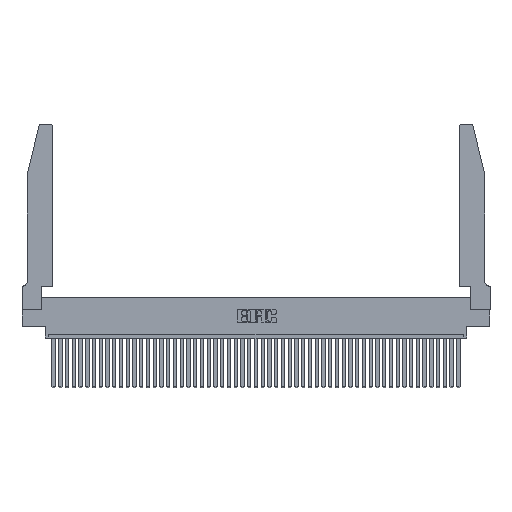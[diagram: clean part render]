
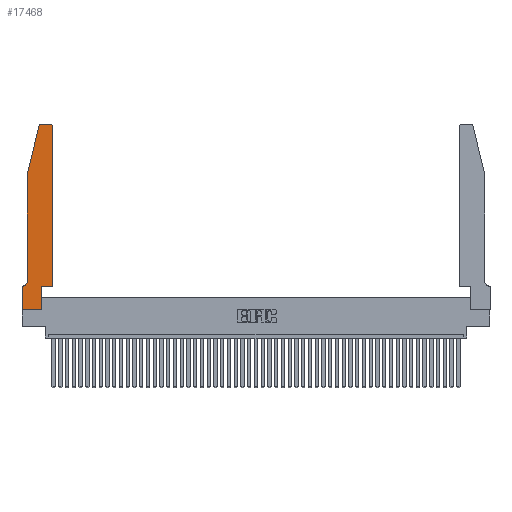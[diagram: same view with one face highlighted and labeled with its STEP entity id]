
A CAD part, top view. The second image highlights one B-rep face of the part: STEP entity #17468.
In plain terms, the highlighted planar face has unit normal (0, 0, 1).
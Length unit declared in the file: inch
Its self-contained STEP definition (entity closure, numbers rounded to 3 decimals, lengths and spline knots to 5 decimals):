
#324 = VERTEX_POINT ( 'NONE', #45380 ) ;
#419 = VECTOR ( 'NONE', #30452, 39.37008 ) ;
#524 = EDGE_CURVE ( 'NONE', #40465, #324, #47417, .T. ) ;
#1206 = EDGE_CURVE ( 'NONE', #29807, #45990, #39273, .T. ) ;
#1339 = EDGE_LOOP ( 'NONE', ( #25260, #9188, #5262, #36190, #21832, #22391, #34922, #13968, #23496, #9795, #26842, #30426 ) ) ;
#1597 = VERTEX_POINT ( 'NONE', #40969 ) ;
#1659 = DIRECTION ( 'NONE',  ( -1., 0., 0. ) ) ;
#1776 = VERTEX_POINT ( 'NONE', #16138 ) ;
#3774 = LINE ( 'NONE', #10802, #22417 ) ;
#5262 = ORIENTED_EDGE ( 'NONE', *, *, #20052, .T. ) ;
#6551 = DIRECTION ( 'NONE',  ( 0., 0., 1. ) ) ;
#6605 = VECTOR ( 'NONE', #28052, 39.37008 ) ;
#7015 = VERTEX_POINT ( 'NONE', #22826 ) ;
#7143 = LINE ( 'NONE', #12251, #46618 ) ;
#7424 = CARTESIAN_POINT ( 'NONE',  ( 0.0755, 2., 0.37 ) ) ;
#7602 = CARTESIAN_POINT ( 'NONE',  ( 0.0755, 0.35, 0.37 ) ) ;
#7965 = VECTOR ( 'NONE', #14841, 39.37008 ) ;
#8440 = EDGE_CURVE ( 'NONE', #46771, #1597, #10359, .T. ) ;
#8805 = DIRECTION ( 'NONE',  ( 0., 0., -1. ) ) ;
#8866 = DIRECTION ( 'NONE',  ( 1., 0., 0. ) ) ;
#9188 = ORIENTED_EDGE ( 'NONE', *, *, #47634, .T. ) ;
#9795 = ORIENTED_EDGE ( 'NONE', *, *, #524, .T. ) ;
#9947 = VERTEX_POINT ( 'NONE', #19108 ) ;
#10359 = LINE ( 'NONE', #16209, #419 ) ;
#10802 = CARTESIAN_POINT ( 'NONE',  ( 0.0755, 2., 0.37 ) ) ;
#11256 = CARTESIAN_POINT ( 'NONE',  ( 0.0755, 2., 0.37 ) ) ;
#11487 = EDGE_CURVE ( 'NONE', #324, #26097, #7143, .T. ) ;
#11618 = CARTESIAN_POINT ( 'NONE',  ( 0.284, 2.75, 0.37 ) ) ;
#12251 = CARTESIAN_POINT ( 'NONE',  ( 0.4505, 0.35, 0.37 ) ) ;
#12462 = CARTESIAN_POINT ( 'NONE',  ( 0., 0.35, 0.37 ) ) ;
#12971 = PLANE ( 'NONE',  #32711 ) ;
#13463 = VECTOR ( 'NONE', #42865, 39.37008 ) ;
#13645 = LINE ( 'NONE', #7424, #31720 ) ;
#13723 = DIRECTION ( 'NONE',  ( -0.239, -0.971, 0. ) ) ;
#13968 = ORIENTED_EDGE ( 'NONE', *, *, #34567, .T. ) ;
#14600 = EDGE_CURVE ( 'NONE', #1776, #40465, #18277, .T. ) ;
#14687 = CARTESIAN_POINT ( 'NONE',  ( 0., 0., 0.37 ) ) ;
#14841 = DIRECTION ( 'NONE',  ( -1., 0., 0. ) ) ;
#15174 = CIRCLE ( 'NONE', #25599, 0.07 ) ;
#15426 = DIRECTION ( 'NONE',  ( 0., -1., 0. ) ) ;
#16138 = CARTESIAN_POINT ( 'NONE',  ( 0.2865, 0., 0.37 ) ) ;
#16209 = CARTESIAN_POINT ( 'NONE',  ( 0., 0., 0.37 ) ) ;
#17100 = CARTESIAN_POINT ( 'NONE',  ( 0.4505, 0.35, 0.37 ) ) ;
#17468 = ADVANCED_FACE ( 'NONE', ( #22157 ), #12971, .T. ) ;
#17545 = CARTESIAN_POINT ( 'NONE',  ( 0.25487, 2.72718, 0.37 ) ) ;
#17832 = DIRECTION ( 'NONE',  ( 1., 0., 0. ) ) ;
#18277 = LINE ( 'NONE', #46471, #6605 ) ;
#18400 = VECTOR ( 'NONE', #20462, 39.37008 ) ;
#18448 = EDGE_CURVE ( 'NONE', #7015, #46771, #45774, .T. ) ;
#19108 = CARTESIAN_POINT ( 'NONE',  ( 0.0755, 0.42, 0.37 ) ) ;
#20052 = EDGE_CURVE ( 'NONE', #40363, #46490, #3774, .T. ) ;
#20347 = EDGE_CURVE ( 'NONE', #46490, #9947, #13645, .T. ) ;
#20380 = CARTESIAN_POINT ( 'NONE',  ( 0.0055, 0.42, 0.37 ) ) ;
#20462 = DIRECTION ( 'NONE',  ( 1., 0., 0. ) ) ;
#20742 = DIRECTION ( 'NONE',  ( -1., 0., 0. ) ) ;
#21486 = CIRCLE ( 'NONE', #23223, 0.03 ) ;
#21832 = ORIENTED_EDGE ( 'NONE', *, *, #34705, .T. ) ;
#22157 = FACE_OUTER_BOUND ( 'NONE', #1339, .T. ) ;
#22391 = ORIENTED_EDGE ( 'NONE', *, *, #18448, .T. ) ;
#22417 = VECTOR ( 'NONE', #13723, 39.37008 ) ;
#22826 = CARTESIAN_POINT ( 'NONE',  ( 0.0055, 0.35, 0.37 ) ) ;
#23223 = AXIS2_PLACEMENT_3D ( 'NONE', #41834, #27111, #30856 ) ;
#23496 = ORIENTED_EDGE ( 'NONE', *, *, #14600, .T. ) ;
#25260 = ORIENTED_EDGE ( 'NONE', *, *, #1206, .T. ) ;
#25599 = AXIS2_PLACEMENT_3D ( 'NONE', #20380, #8805, #1659 ) ;
#26097 = VERTEX_POINT ( 'NONE', #32980 ) ;
#26760 = CIRCLE ( 'NONE', #33049, 0.03 ) ;
#26842 = ORIENTED_EDGE ( 'NONE', *, *, #11487, .T. ) ;
#27111 = DIRECTION ( 'NONE',  ( 0., 0., 1. ) ) ;
#28052 = DIRECTION ( 'NONE',  ( 0., 1., 0. ) ) ;
#28876 = CARTESIAN_POINT ( 'NONE',  ( 0.4205, 2.72, 0.37 ) ) ;
#29192 = LINE ( 'NONE', #14687, #13463 ) ;
#29807 = VERTEX_POINT ( 'NONE', #44208 ) ;
#30426 = ORIENTED_EDGE ( 'NONE', *, *, #34617, .T. ) ;
#30452 = DIRECTION ( 'NONE',  ( 0., -1., 0. ) ) ;
#30550 = VECTOR ( 'NONE', #20742, 39.37008 ) ;
#30856 = DIRECTION ( 'NONE',  ( 1., 0., 0. ) ) ;
#31030 = DIRECTION ( 'NONE',  ( 0., 0., 1. ) ) ;
#31720 = VECTOR ( 'NONE', #15426, 39.37008 ) ;
#32711 = AXIS2_PLACEMENT_3D ( 'NONE', #12462, #31030, #8866 ) ;
#32980 = CARTESIAN_POINT ( 'NONE',  ( 0.4505, 2.72, 0.37 ) ) ;
#33049 = AXIS2_PLACEMENT_3D ( 'NONE', #28876, #6551, #17832 ) ;
#34567 = EDGE_CURVE ( 'NONE', #1597, #1776, #29192, .T. ) ;
#34617 = EDGE_CURVE ( 'NONE', #26097, #29807, #26760, .T. ) ;
#34705 = EDGE_CURVE ( 'NONE', #9947, #7015, #15174, .T. ) ;
#34922 = ORIENTED_EDGE ( 'NONE', *, *, #8440, .T. ) ;
#35354 = CARTESIAN_POINT ( 'NONE',  ( 0.2605, 2.75, 0.37 ) ) ;
#36190 = ORIENTED_EDGE ( 'NONE', *, *, #20347, .T. ) ;
#38368 = CARTESIAN_POINT ( 'NONE',  ( 0., 0.35, 0.37 ) ) ;
#38743 = DIRECTION ( 'NONE',  ( 0., 1., 0. ) ) ;
#39273 = LINE ( 'NONE', #35354, #30550 ) ;
#40363 = VERTEX_POINT ( 'NONE', #17545 ) ;
#40465 = VERTEX_POINT ( 'NONE', #41613 ) ;
#40969 = CARTESIAN_POINT ( 'NONE',  ( 0., 0., 0.37 ) ) ;
#41613 = CARTESIAN_POINT ( 'NONE',  ( 0.2865, 0.35, 0.37 ) ) ;
#41834 = CARTESIAN_POINT ( 'NONE',  ( 0.284, 2.72, 0.37 ) ) ;
#42865 = DIRECTION ( 'NONE',  ( 1., 0., 0. ) ) ;
#44208 = CARTESIAN_POINT ( 'NONE',  ( 0.4205, 2.75, 0.37 ) ) ;
#45380 = CARTESIAN_POINT ( 'NONE',  ( 0.4505, 0.35, 0.37 ) ) ;
#45774 = LINE ( 'NONE', #7602, #7965 ) ;
#45990 = VERTEX_POINT ( 'NONE', #11618 ) ;
#46471 = CARTESIAN_POINT ( 'NONE',  ( 0.2865, 0.35, 0.37 ) ) ;
#46490 = VERTEX_POINT ( 'NONE', #11256 ) ;
#46618 = VECTOR ( 'NONE', #38743, 39.37008 ) ;
#46771 = VERTEX_POINT ( 'NONE', #38368 ) ;
#47417 = LINE ( 'NONE', #17100, #18400 ) ;
#47634 = EDGE_CURVE ( 'NONE', #45990, #40363, #21486, .T. ) ;
